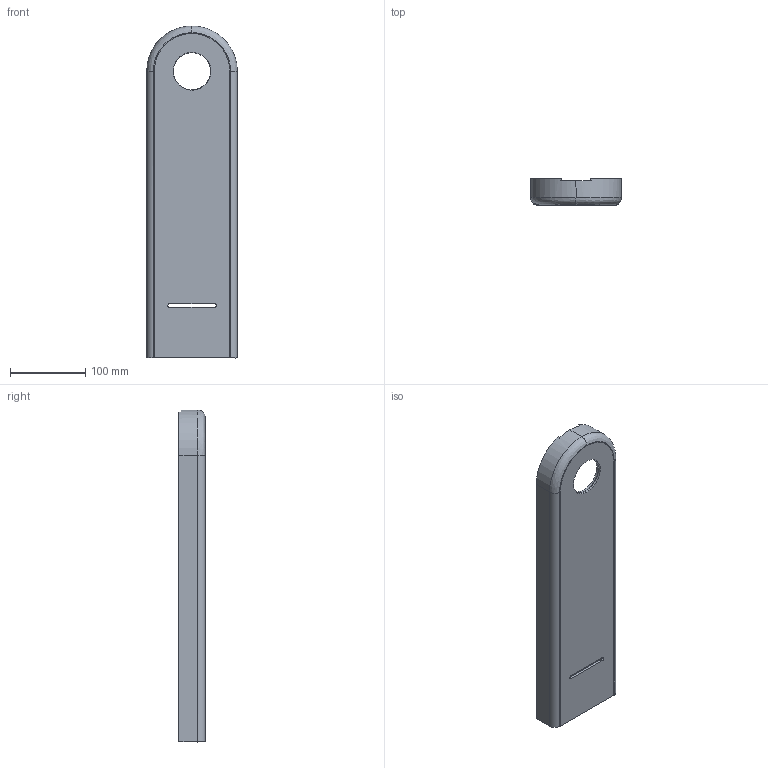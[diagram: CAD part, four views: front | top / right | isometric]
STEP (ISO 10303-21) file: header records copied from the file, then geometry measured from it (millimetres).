
FILE_DESCRIPTION(/* description */ (''),/* implementation_level */ '2;1');
FILE_NAME(/* name */ 'Discus_Case_Front',/* time_stamp */ '2022-02-20T22:46:12+01:00',/* author */ (''),/* organization */ (''),/* preprocessor_version */ 'ST-DEVELOPER v16.5',/* originating_system */ 'Rhino 7.15',/* authorisation */ '');
FILE_SCHEMA (('CONFIG_CONTROL_DESIGN'));
Length unit declared in the file: millimetre
Products named in the file (1): Document
Bounding box: 120 x 35 x 440 mm (x, y, z)
Volume: 296903.6 mm3; surface area: 193012.6 mm2
Topology: 2 solids, 2 shells, 288 faces, 746 edges, 481 vertices
Faces by surface type: plane 188, cylinder 68, bspline 32
Full cylindrical faces by diameter (mm): 3 x4, 4 x20, 49 x1, 50 x1
Entity records: 8648 total; most frequent: CARTESIAN_POINT 3834, ORIENTED_EDGE 1488, EDGE_CURVE 744, VERTEX_POINT 480, EDGE_LOOP 344, ADVANCED_FACE 288, FACE_OUTER_BOUND 288, B_SPLINE_CURVE_WITH_KNOTS 288
